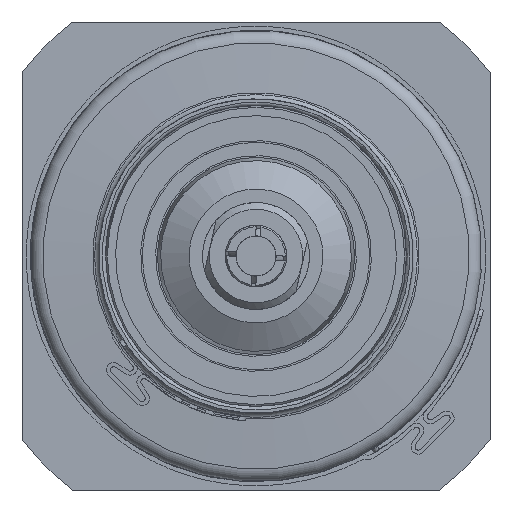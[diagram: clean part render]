
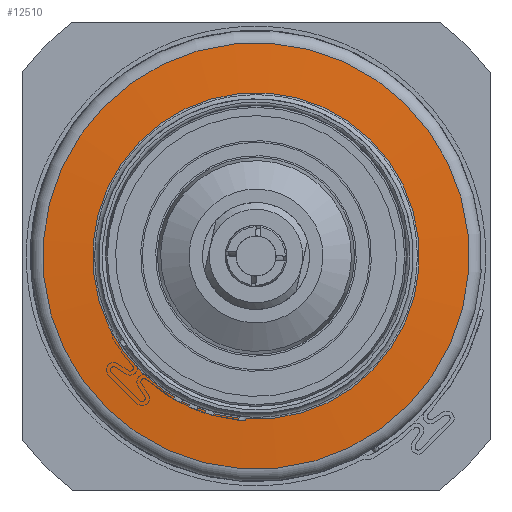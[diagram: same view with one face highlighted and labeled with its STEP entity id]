
A CAD part, left-side view. The second image highlights one B-rep face of the part: STEP entity #12510.
In plain terms, the highlighted conical face has half-angle 86 degrees and reference radius 28.16 mm.
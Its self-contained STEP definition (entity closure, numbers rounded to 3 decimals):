
#228=CONICAL_SURFACE('',#13518,28.16,1.501);
#1112=FACE_OUTER_BOUND('',#1802,.T.);
#1802=EDGE_LOOP('',(#9110,#9111,#9112,#9113,#9114,#9115,#9116,#9117));
#2644=LINE('',#19852,#3407);
#3407=VECTOR('',#15887,28.16);
#4125=CIRCLE('',#13515,24.43);
#4126=CIRCLE('',#13516,24.43);
#4127=CIRCLE('',#13517,24.43);
#4128=CIRCLE('',#13519,31.89);
#4129=CIRCLE('',#13520,31.89);
#4130=CIRCLE('',#13521,31.89);
#5106=VERTEX_POINT('',#19839);
#5107=VERTEX_POINT('',#19841);
#5108=VERTEX_POINT('',#19843);
#5109=VERTEX_POINT('',#19847);
#5110=VERTEX_POINT('',#19848);
#5111=VERTEX_POINT('',#19850);
#6571=EDGE_CURVE('',#5107,#5106,#4125,.T.);
#6572=EDGE_CURVE('',#5108,#5107,#4126,.T.);
#6573=EDGE_CURVE('',#5106,#5108,#4127,.T.);
#6574=EDGE_CURVE('',#5109,#5110,#4128,.T.);
#6575=EDGE_CURVE('',#5111,#5109,#4129,.T.);
#6576=EDGE_CURVE('',#5111,#5108,#2644,.T.);
#6577=EDGE_CURVE('',#5110,#5111,#4130,.T.);
#9110=ORIENTED_EDGE('',*,*,#6574,.F.);
#9111=ORIENTED_EDGE('',*,*,#6575,.F.);
#9112=ORIENTED_EDGE('',*,*,#6576,.T.);
#9113=ORIENTED_EDGE('',*,*,#6572,.T.);
#9114=ORIENTED_EDGE('',*,*,#6571,.T.);
#9115=ORIENTED_EDGE('',*,*,#6573,.T.);
#9116=ORIENTED_EDGE('',*,*,#6576,.F.);
#9117=ORIENTED_EDGE('',*,*,#6577,.F.);
#12510=ADVANCED_FACE('',(#1112),#228,.T.);
#13515=AXIS2_PLACEMENT_3D('',#19842,#15875,#15876);
#13516=AXIS2_PLACEMENT_3D('',#19844,#15877,#15878);
#13517=AXIS2_PLACEMENT_3D('',#19845,#15879,#15880);
#13518=AXIS2_PLACEMENT_3D('',#19846,#15881,#15882);
#13519=AXIS2_PLACEMENT_3D('',#19849,#15883,#15884);
#13520=AXIS2_PLACEMENT_3D('',#19851,#15885,#15886);
#13521=AXIS2_PLACEMENT_3D('',#19853,#15888,#15889);
#15875=DIRECTION('center_axis',(1.,0.,0.));
#15876=DIRECTION('ref_axis',(0.,0.246,-0.969));
#15877=DIRECTION('center_axis',(1.,0.,0.));
#15878=DIRECTION('ref_axis',(0.,0.246,-0.969));
#15879=DIRECTION('center_axis',(1.,0.,0.));
#15880=DIRECTION('ref_axis',(0.,0.246,-0.969));
#15881=DIRECTION('center_axis',(1.,0.,0.));
#15882=DIRECTION('ref_axis',(0.,0.969,0.246));
#15883=DIRECTION('center_axis',(1.,0.,0.));
#15884=DIRECTION('ref_axis',(0.,0.246,-0.969));
#15885=DIRECTION('center_axis',(1.,0.,0.));
#15886=DIRECTION('ref_axis',(0.,0.246,-0.969));
#15887=DIRECTION('',(-0.07,0.967,0.245));
#15888=DIRECTION('center_axis',(1.,0.,0.));
#15889=DIRECTION('ref_axis',(0.,0.246,-0.969));
#19839=CARTESIAN_POINT('',(-32.05,-6.004,23.681));
#19841=CARTESIAN_POINT('',(-32.05,23.681,6.004));
#19842=CARTESIAN_POINT('Origin',(-32.05,0.,
0.));
#19843=CARTESIAN_POINT('',(-32.05,-23.681,-6.004));
#19844=CARTESIAN_POINT('Origin',(-32.05,0.,
0.));
#19845=CARTESIAN_POINT('Origin',(-32.05,0.,
0.));
#19846=CARTESIAN_POINT('Origin',(-31.789,0.,
0.));
#19847=CARTESIAN_POINT('',(-31.528,30.912,7.837));
#19848=CARTESIAN_POINT('',(-31.528,-7.837,30.912));
#19849=CARTESIAN_POINT('Origin',(-31.528,0.,
0.));
#19850=CARTESIAN_POINT('',(-31.528,-30.912,-7.837));
#19851=CARTESIAN_POINT('Origin',(-31.528,0.,
0.));
#19852=CARTESIAN_POINT('',(-31.789,-27.296,-6.92));
#19853=CARTESIAN_POINT('Origin',(-31.528,0.,
0.));
